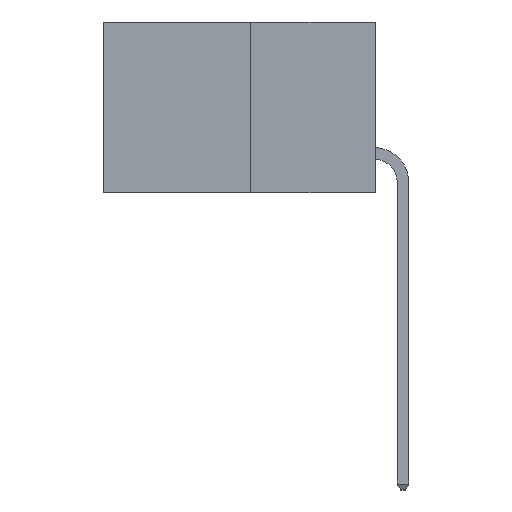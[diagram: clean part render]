
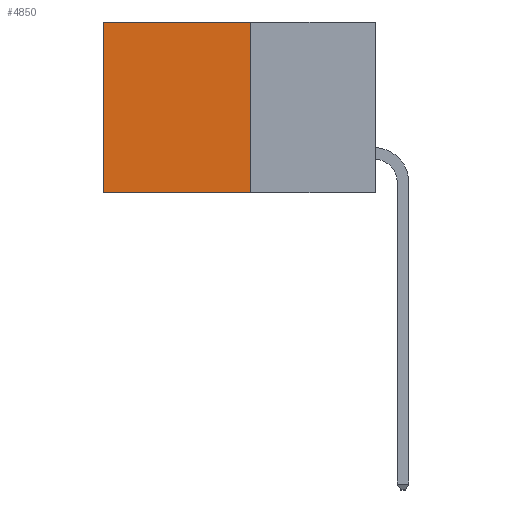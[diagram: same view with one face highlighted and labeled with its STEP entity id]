
A CAD part, left-side view. The second image highlights one B-rep face of the part: STEP entity #4850.
In plain terms, the highlighted planar face has unit normal (-1, 0, 0).
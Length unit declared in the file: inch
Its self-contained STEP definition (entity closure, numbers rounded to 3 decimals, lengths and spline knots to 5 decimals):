
#132 = DIRECTION ( 'NONE',  ( 0., 1., 0. ) ) ;
#765 = CARTESIAN_POINT ( 'NONE',  ( 0.277, 0.59, 0. ) ) ;
#916 = CARTESIAN_POINT ( 'NONE',  ( 0.277, 0.59, -0.37 ) ) ;
#1414 = FACE_OUTER_BOUND ( 'NONE', #17542, .T. ) ;
#2087 = CARTESIAN_POINT ( 'NONE',  ( 0.277, 0.27, -0.37 ) ) ;
#2242 = DIRECTION ( 'NONE',  ( 0., 0., -1. ) ) ;
#3220 = VECTOR ( 'NONE', #11836, 39.37008 ) ;
#4226 = DIRECTION ( 'NONE',  ( 0., 0., -1. ) ) ;
#4271 = DIRECTION ( 'NONE',  ( 1., 0., 0. ) ) ;
#4508 = EDGE_CURVE ( 'NONE', #11227, #6355, #7510, .T. ) ;
#4711 = LINE ( 'NONE', #6409, #9011 ) ;
#4850 = ADVANCED_FACE ( 'NONE', ( #1414 ), #5064, .F. ) ;
#4886 = EDGE_CURVE ( 'NONE', #6355, #10973, #4711, .T. ) ;
#5064 = PLANE ( 'NONE',  #16263 ) ;
#5336 = VECTOR ( 'NONE', #2242, 39.37008 ) ;
#5875 = ORIENTED_EDGE ( 'NONE', *, *, #4886, .F. ) ;
#6109 = DIRECTION ( 'NONE',  ( 0., 1., 0. ) ) ;
#6355 = VERTEX_POINT ( 'NONE', #18085 ) ;
#6409 = CARTESIAN_POINT ( 'NONE',  ( 0.277, 0.27, -0.37 ) ) ;
#6603 = CARTESIAN_POINT ( 'NONE',  ( 0.277, 0.27, 0. ) ) ;
#7510 = LINE ( 'NONE', #13792, #3220 ) ;
#9011 = VECTOR ( 'NONE', #6109, 39.37008 ) ;
#9992 = VECTOR ( 'NONE', #132, 39.37008 ) ;
#10134 = LINE ( 'NONE', #916, #5336 ) ;
#10842 = EDGE_CURVE ( 'NONE', #11227, #13921, #14175, .T. ) ;
#10973 = VERTEX_POINT ( 'NONE', #13266 ) ;
#11227 = VERTEX_POINT ( 'NONE', #12318 ) ;
#11836 = DIRECTION ( 'NONE',  ( 0., 0., -1. ) ) ;
#12318 = CARTESIAN_POINT ( 'NONE',  ( 0.277, 0.27, 0. ) ) ;
#13165 = EDGE_CURVE ( 'NONE', #13921, #10973, #10134, .T. ) ;
#13178 = ORIENTED_EDGE ( 'NONE', *, *, #4508, .F. ) ;
#13266 = CARTESIAN_POINT ( 'NONE',  ( 0.277, 0.59, -0.37 ) ) ;
#13792 = CARTESIAN_POINT ( 'NONE',  ( 0.277, 0.27, -0.37 ) ) ;
#13921 = VERTEX_POINT ( 'NONE', #765 ) ;
#14175 = LINE ( 'NONE', #6603, #9992 ) ;
#16263 = AXIS2_PLACEMENT_3D ( 'NONE', #2087, #4271, #4226 ) ;
#17150 = ORIENTED_EDGE ( 'NONE', *, *, #10842, .T. ) ;
#17542 = EDGE_LOOP ( 'NONE', ( #17887, #5875, #13178, #17150 ) ) ;
#17887 = ORIENTED_EDGE ( 'NONE', *, *, #13165, .T. ) ;
#18085 = CARTESIAN_POINT ( 'NONE',  ( 0.277, 0.27, -0.37 ) ) ;
